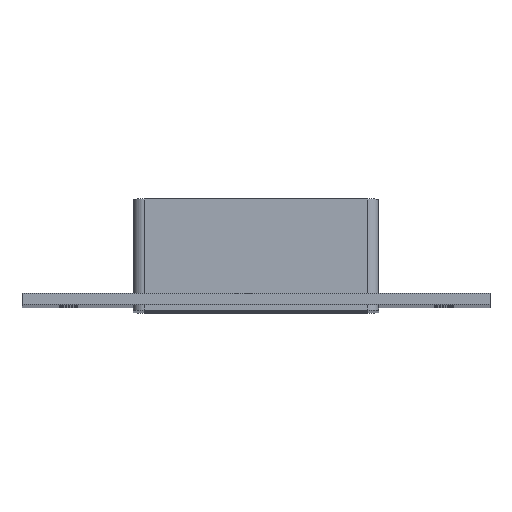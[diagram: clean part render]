
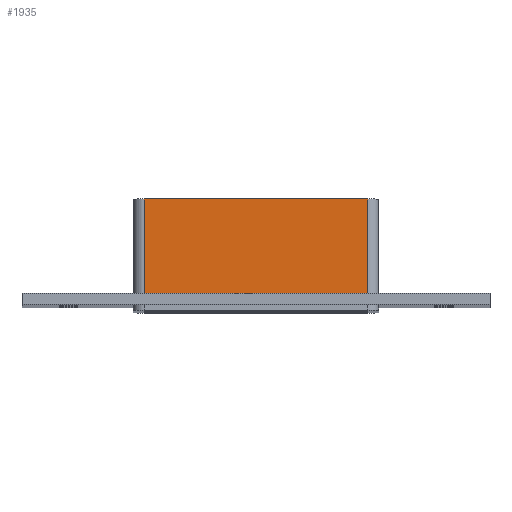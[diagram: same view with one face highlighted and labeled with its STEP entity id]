
A CAD part, top view. The second image highlights one B-rep face of the part: STEP entity #1935.
In plain terms, the highlighted planar face has unit normal (0, 0, 1).
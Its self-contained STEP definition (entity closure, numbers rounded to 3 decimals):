
#1184=CARTESIAN_POINT('',(60.25,6.,433.0));
#1185=VERTEX_POINT('',#1184);
#1193=CARTESIAN_POINT('',(-60.25,6.,433.0));
#1194=VERTEX_POINT('',#1193);
#1195=CARTESIAN_POINT('',(-60.25,6.,433.0));
#1196=DIRECTION('',(1.0,0.0,0.0));
#1197=VECTOR('',#1196,120.5);
#1198=LINE('',#1195,#1197);
#1199=EDGE_CURVE('',#1194,#1185,#1198,.T.);
#1546=CARTESIAN_POINT('',(60.25,57.0,433.0));
#1547=VERTEX_POINT('',#1546);
#1555=CARTESIAN_POINT('',(60.25,57.0,433.0));
#1556=DIRECTION('',(0.0,-1.0,0.0));
#1557=VECTOR('',#1556,51.0);
#1558=LINE('',#1555,#1557);
#1559=EDGE_CURVE('',#1547,#1185,#1558,.T.);
#1900=CARTESIAN_POINT('',(-60.25,57.0,433.0));
#1901=VERTEX_POINT('',#1900);
#1902=CARTESIAN_POINT('',(-60.25,6.,433.0));
#1903=DIRECTION('',(0.0,1.0,0.0));
#1904=VECTOR('',#1903,51.0);
#1905=LINE('',#1902,#1904);
#1906=EDGE_CURVE('',#1194,#1901,#1905,.T.);
#1919=CARTESIAN_POINT('',(-66.25,0.0,433.0));
#1920=DIRECTION('',(0.0,0.0,1.0));
#1921=DIRECTION('',(1.0,0.0,0.0));
#1922=AXIS2_PLACEMENT_3D('',#1919,#1920,#1921);
#1923=PLANE('',#1922);
#1924=ORIENTED_EDGE('',*,*,#1199,.T.);
#1925=ORIENTED_EDGE('',*,*,#1559,.F.);
#1926=CARTESIAN_POINT('',(-60.25,57.0,433.0));
#1927=DIRECTION('',(1.0,0.0,0.0));
#1928=VECTOR('',#1927,120.5);
#1929=LINE('',#1926,#1928);
#1930=EDGE_CURVE('',#1901,#1547,#1929,.T.);
#1931=ORIENTED_EDGE('',*,*,#1930,.F.);
#1932=ORIENTED_EDGE('',*,*,#1906,.F.);
#1933=EDGE_LOOP('',(#1924,#1925,#1931,#1932));
#1934=FACE_OUTER_BOUND('',#1933,.T.);
#1935=ADVANCED_FACE('',(#1934),#1923,.T.);
